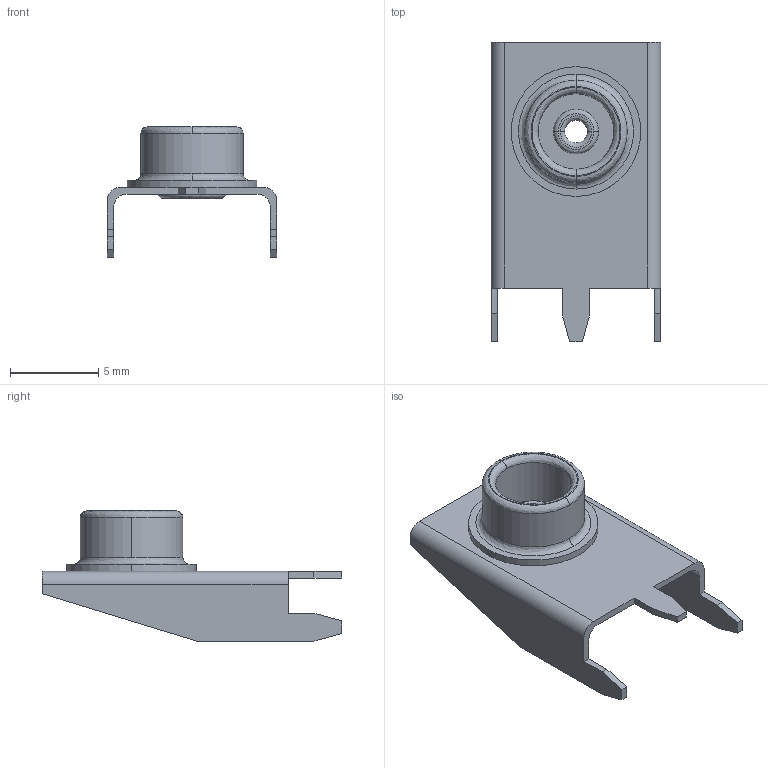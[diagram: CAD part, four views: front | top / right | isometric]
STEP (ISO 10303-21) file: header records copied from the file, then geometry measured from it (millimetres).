
FILE_DESCRIPTION (( 'STEP AP214' ), '1' );
FILE_NAME ('User Library-593.STEP', '2021-03-10T23:11:22', ( '' ), ( '' ), 'SwSTEP 2.0', 'SolidWorks 2020', '' );
FILE_SCHEMA (( 'AUTOMOTIVE_DESIGN' ));
Length unit declared in the file: millimetre
Products named in the file (4): 3_1; 1_1; 2_1; User Library-593
Assembly tree (3 placements, depth 2):
  User Library-593
    1_1
    2_1
    3_1
Bounding box: 9.65 x 17.02 x 7.39 mm (x, y, z)
Volume: 141 mm3; surface area: 674.2 mm2
Topology: 3 solids, 3 shells, 66 faces, 168 edges, 112 vertices
Faces by surface type: plane 34, cylinder 18, bspline 14
Entity records: 3256 total; most frequent: CARTESIAN_POINT 792, ORIENTED_EDGE 336, DIRECTION 334, EDGE_CURVE 168, AXIS2_PLACEMENT_3D 122, VERTEX_POINT 112, VECTOR 90, LINE 90
